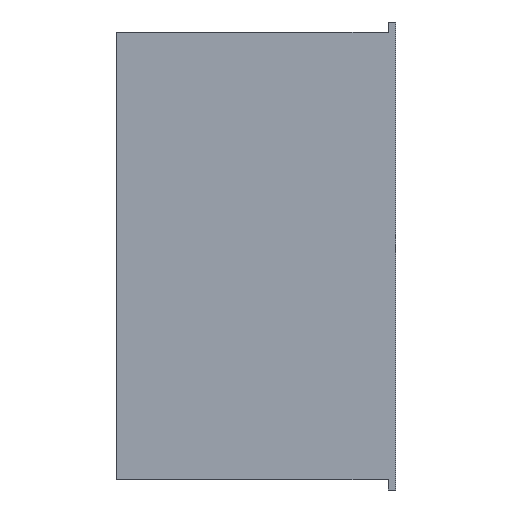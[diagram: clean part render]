
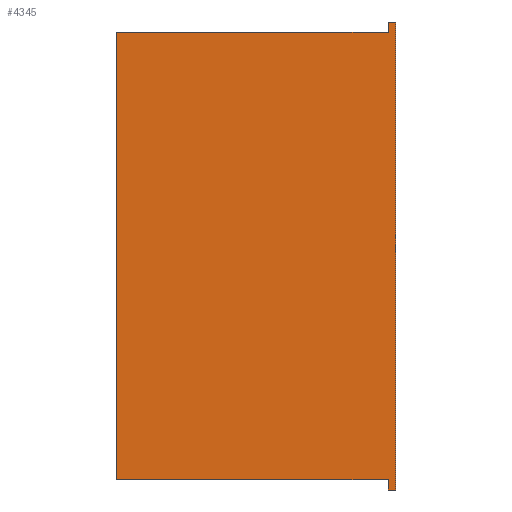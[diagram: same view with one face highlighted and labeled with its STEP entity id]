
A CAD part, front view. The second image highlights one B-rep face of the part: STEP entity #4345.
In plain terms, the highlighted planar face has unit normal (0, -1, 0).
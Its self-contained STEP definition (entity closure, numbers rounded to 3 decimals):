
#9 = CARTESIAN_POINT ( 'NONE',  ( -54., 0., 89. ) ) ;
#21 = DIRECTION ( 'NONE',  ( -1., 0., 0. ) ) ;
#132 = DIRECTION ( 'NONE',  ( -1., 0., 0. ) ) ;
#313 = EDGE_CURVE ( 'NONE', #1498, #4338, #1412, .T. ) ;
#344 = VERTEX_POINT ( 'NONE', #2577 ) ;
#415 = EDGE_CURVE ( 'NONE', #7769, #3539, #6507, .T. ) ;
#580 = ORIENTED_EDGE ( 'NONE', *, *, #2755, .F. ) ;
#594 = CARTESIAN_POINT ( 'NONE',  ( 57., 0., 93. ) ) ;
#628 = CARTESIAN_POINT ( 'NONE',  ( 54., 0., 93. ) ) ;
#693 = EDGE_CURVE ( 'NONE', #344, #2944, #3367, .T. ) ;
#744 = AXIS2_PLACEMENT_3D ( 'NONE', #3089, #3172, #1142 ) ;
#790 = CARTESIAN_POINT ( 'NONE',  ( -54., 0., -89. ) ) ;
#795 = LINE ( 'NONE', #7653, #5681 ) ;
#948 = EDGE_CURVE ( 'NONE', #1498, #1704, #795, .T. ) ;
#1142 = DIRECTION ( 'NONE',  ( 0., 0., 1. ) ) ;
#1392 = DIRECTION ( 'NONE',  ( 0., 0., 1. ) ) ;
#1412 = LINE ( 'NONE', #2675, #8430 ) ;
#1456 = FACE_OUTER_BOUND ( 'NONE', #5089, .T. ) ;
#1498 = VERTEX_POINT ( 'NONE', #6317 ) ;
#1673 = LINE ( 'NONE', #7160, #2179 ) ;
#1704 = VERTEX_POINT ( 'NONE', #1875 ) ;
#1816 = VERTEX_POINT ( 'NONE', #7928 ) ;
#1875 = CARTESIAN_POINT ( 'NONE',  ( 54., 0., -93. ) ) ;
#2179 = VECTOR ( 'NONE', #21, 1000. ) ;
#2504 = PLANE ( 'NONE',  #744 ) ;
#2517 = DIRECTION ( 'NONE',  ( 0., 0., -1. ) ) ;
#2567 = LINE ( 'NONE', #628, #7550 ) ;
#2570 = DIRECTION ( 'NONE',  ( 0., 0., -1. ) ) ;
#2577 = CARTESIAN_POINT ( 'NONE',  ( -54., 0., 89. ) ) ;
#2675 = CARTESIAN_POINT ( 'NONE',  ( -54., 0., -89. ) ) ;
#2755 = EDGE_CURVE ( 'NONE', #4338, #344, #7582, .T. ) ;
#2944 = VERTEX_POINT ( 'NONE', #4642 ) ;
#3089 = CARTESIAN_POINT ( 'NONE',  ( 0., 0., 0. ) ) ;
#3172 = DIRECTION ( 'NONE',  ( 0., 1., 0. ) ) ;
#3367 = LINE ( 'NONE', #9, #8320 ) ;
#3539 = VERTEX_POINT ( 'NONE', #4456 ) ;
#3800 = DIRECTION ( 'NONE',  ( -1., 0., 0. ) ) ;
#4144 = VECTOR ( 'NONE', #1392, 1000. ) ;
#4338 = VERTEX_POINT ( 'NONE', #5051 ) ;
#4345 = ADVANCED_FACE ( 'NONE', ( #1456 ), #2504, .F. ) ;
#4376 = EDGE_CURVE ( 'NONE', #3539, #1704, #1673, .T. ) ;
#4456 = CARTESIAN_POINT ( 'NONE',  ( 57., 0., -93. ) ) ;
#4642 = CARTESIAN_POINT ( 'NONE',  ( 54., 0., 89. ) ) ;
#4754 = ORIENTED_EDGE ( 'NONE', *, *, #948, .T. ) ;
#4845 = ORIENTED_EDGE ( 'NONE', *, *, #313, .F. ) ;
#5051 = CARTESIAN_POINT ( 'NONE',  ( -54., 0., -89. ) ) ;
#5079 = ORIENTED_EDGE ( 'NONE', *, *, #7936, .T. ) ;
#5089 = EDGE_LOOP ( 'NONE', ( #4845, #4754, #6698, #6563, #5079, #6731, #7464, #580 ) ) ;
#5091 = VECTOR ( 'NONE', #7564, 1000. ) ;
#5423 = LINE ( 'NONE', #7558, #5528 ) ;
#5528 = VECTOR ( 'NONE', #3800, 1000. ) ;
#5529 = EDGE_CURVE ( 'NONE', #1816, #2944, #2567, .T. ) ;
#5681 = VECTOR ( 'NONE', #2517, 1000. ) ;
#6317 = CARTESIAN_POINT ( 'NONE',  ( 54., 0., -89. ) ) ;
#6507 = LINE ( 'NONE', #594, #5091 ) ;
#6557 = DIRECTION ( 'NONE',  ( 1., 0., 0. ) ) ;
#6563 = ORIENTED_EDGE ( 'NONE', *, *, #415, .F. ) ;
#6698 = ORIENTED_EDGE ( 'NONE', *, *, #4376, .F. ) ;
#6731 = ORIENTED_EDGE ( 'NONE', *, *, #5529, .T. ) ;
#7160 = CARTESIAN_POINT ( 'NONE',  ( 57., 0., -93. ) ) ;
#7464 = ORIENTED_EDGE ( 'NONE', *, *, #693, .F. ) ;
#7531 = CARTESIAN_POINT ( 'NONE',  ( 57., 0., 93. ) ) ;
#7550 = VECTOR ( 'NONE', #2570, 1000. ) ;
#7558 = CARTESIAN_POINT ( 'NONE',  ( 57., 0., 93. ) ) ;
#7564 = DIRECTION ( 'NONE',  ( 0., 0., -1. ) ) ;
#7582 = LINE ( 'NONE', #790, #4144 ) ;
#7653 = CARTESIAN_POINT ( 'NONE',  ( 54., 0., 93. ) ) ;
#7769 = VERTEX_POINT ( 'NONE', #7531 ) ;
#7928 = CARTESIAN_POINT ( 'NONE',  ( 54., 0., 93. ) ) ;
#7936 = EDGE_CURVE ( 'NONE', #7769, #1816, #5423, .T. ) ;
#8320 = VECTOR ( 'NONE', #6557, 1000. ) ;
#8430 = VECTOR ( 'NONE', #132, 1000. ) ;
